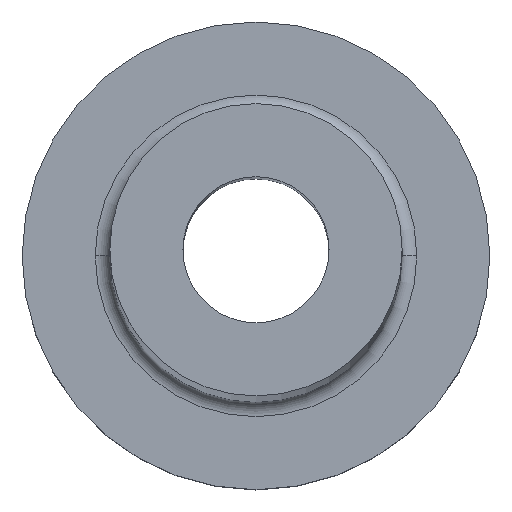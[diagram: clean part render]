
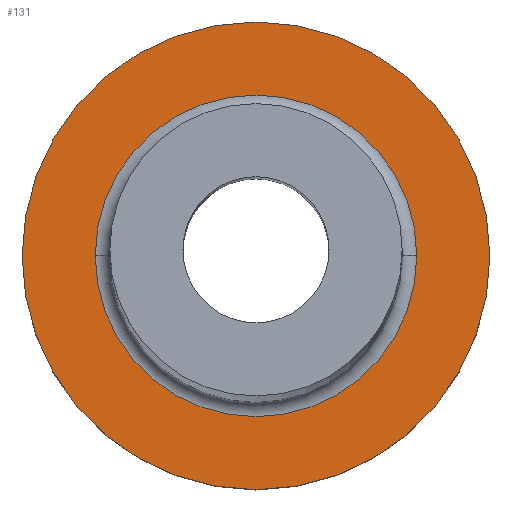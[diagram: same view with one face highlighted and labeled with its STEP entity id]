
A CAD part, top view. The second image highlights one B-rep face of the part: STEP entity #131.
In plain terms, the highlighted planar face has unit normal (0, 0, 1).
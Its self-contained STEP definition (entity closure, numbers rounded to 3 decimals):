
#1 = DIRECTION ( 'NONE',  ( 1., 0., 0. ) ) ;
#7 = EDGE_LOOP ( 'NONE', ( #458, #197 ) ) ;
#13 = AXIS2_PLACEMENT_3D ( 'NONE', #261, #419, #310 ) ;
#29 = DIRECTION ( 'NONE',  ( 1., 0., 0. ) ) ;
#30 = VERTEX_POINT ( 'NONE', #237 ) ;
#38 = DIRECTION ( 'NONE',  ( 0., 0., 1. ) ) ;
#46 = CIRCLE ( 'NONE', #107, 8. ) ;
#50 = EDGE_CURVE ( 'NONE', #364, #30, #236, .T. ) ;
#53 = CIRCLE ( 'NONE', #321, 5.5 ) ;
#66 = DIRECTION ( 'NONE',  ( 0., 0., 1. ) ) ;
#75 = CARTESIAN_POINT ( 'NONE',  ( 0., 0., 5. ) ) ;
#81 = VERTEX_POINT ( 'NONE', #353 ) ;
#84 = VERTEX_POINT ( 'NONE', #151 ) ;
#102 = EDGE_LOOP ( 'NONE', ( #190, #125 ) ) ;
#107 = AXIS2_PLACEMENT_3D ( 'NONE', #75, #38, #29 ) ;
#111 = DIRECTION ( 'NONE',  ( 0., 0., -1. ) ) ;
#114 = FACE_OUTER_BOUND ( 'NONE', #7, .T. ) ;
#118 = EDGE_CURVE ( 'NONE', #84, #81, #46, .T. ) ;
#125 = ORIENTED_EDGE ( 'NONE', *, *, #50, .T. ) ;
#126 = DIRECTION ( 'NONE',  ( 0., 0., -1. ) ) ;
#131 = ADVANCED_FACE ( 'NONE', ( #249, #114 ), #215, .T. ) ;
#147 = CARTESIAN_POINT ( 'NONE',  ( -5.5, 0., 5. ) ) ;
#151 = CARTESIAN_POINT ( 'NONE',  ( 8., 0., 5. ) ) ;
#162 = EDGE_CURVE ( 'NONE', #30, #364, #53, .T. ) ;
#168 = CARTESIAN_POINT ( 'NONE',  ( 0., 0., 5. ) ) ;
#189 = AXIS2_PLACEMENT_3D ( 'NONE', #257, #111, #1 ) ;
#190 = ORIENTED_EDGE ( 'NONE', *, *, #162, .T. ) ;
#197 = ORIENTED_EDGE ( 'NONE', *, *, #118, .T. ) ;
#215 = PLANE ( 'NONE',  #13 ) ;
#216 = EDGE_CURVE ( 'NONE', #81, #84, #367, .T. ) ;
#235 = DIRECTION ( 'NONE',  ( 1., 0., 0. ) ) ;
#236 = CIRCLE ( 'NONE', #189, 5.5 ) ;
#237 = CARTESIAN_POINT ( 'NONE',  ( 5.5, 0., 5. ) ) ;
#249 = FACE_BOUND ( 'NONE', #102, .T. ) ;
#257 = CARTESIAN_POINT ( 'NONE',  ( 0., 0., 5. ) ) ;
#261 = CARTESIAN_POINT ( 'NONE',  ( 0., 0., 5. ) ) ;
#282 = AXIS2_PLACEMENT_3D ( 'NONE', #318, #66, #406 ) ;
#310 = DIRECTION ( 'NONE',  ( 1., 0., 0. ) ) ;
#318 = CARTESIAN_POINT ( 'NONE',  ( 0., 0., 5. ) ) ;
#321 = AXIS2_PLACEMENT_3D ( 'NONE', #168, #126, #235 ) ;
#353 = CARTESIAN_POINT ( 'NONE',  ( -8., 0., 5. ) ) ;
#364 = VERTEX_POINT ( 'NONE', #147 ) ;
#367 = CIRCLE ( 'NONE', #282, 8. ) ;
#406 = DIRECTION ( 'NONE',  ( 1., 0., 0. ) ) ;
#419 = DIRECTION ( 'NONE',  ( 0., 0., 1. ) ) ;
#458 = ORIENTED_EDGE ( 'NONE', *, *, #216, .T. ) ;
